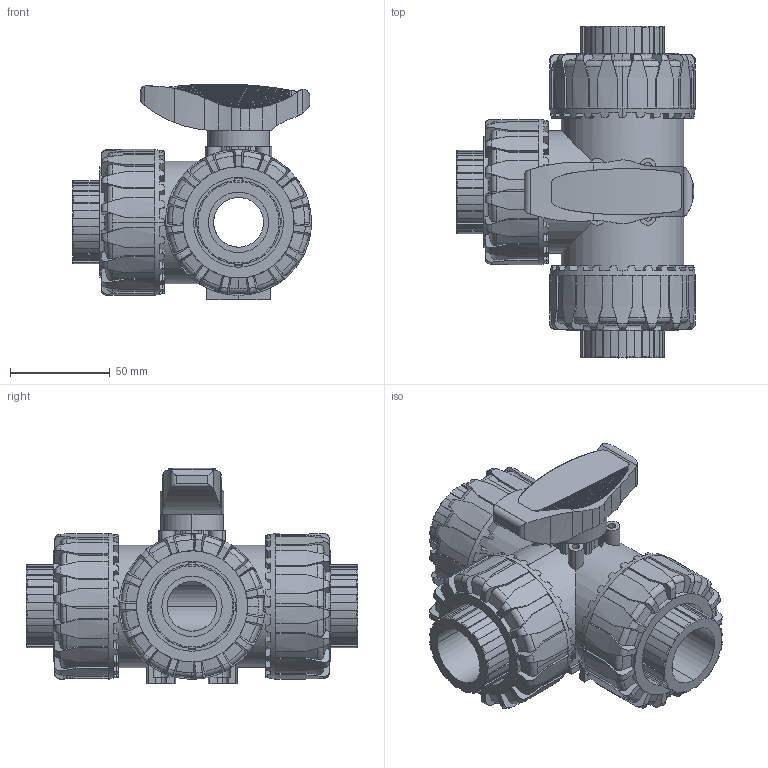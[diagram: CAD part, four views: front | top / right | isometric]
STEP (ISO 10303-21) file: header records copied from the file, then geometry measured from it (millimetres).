
FILE_DESCRIPTION(('STEP AP214'),'1');
FILE_NAME('lkdfm100f.stp','2018-03-06T13:04:46',('TraceParts'),('TraceParts S.A.'),'Spatial InterOp 3D',' ',' ');
FILE_SCHEMA(('automotive_design'));
Length unit declared in the file: millimetre
Products named in the file (8): lkdfm100f_1; lkdfm100f_2; lkdfm100f_3; lkdfm100f_4; lkdfm100f_5; lkdfm100f_6; lkdfm100f_7; lkdfm100f_8
Bounding box: 119.9 x 166.6 x 108.43 mm (x, y, z)
Volume: 652647.2 mm3; surface area: 141792.6 mm2
Topology: 8 solids, 8 shells, 1739 faces, 5039 edges, 3328 vertices
Faces by surface type: plane 1136, cylinder 393, torus 144, cone 54, bspline 12
Entity records: 74808 total; most frequent: CARTESIAN_POINT 13529, DIRECTION 10492, ORIENTED_EDGE 10078, EDGE_CURVE 5039, AXIS2_PLACEMENT_3D 4176, VERTEX_POINT 3328, LINE 2140, VECTOR 2140
